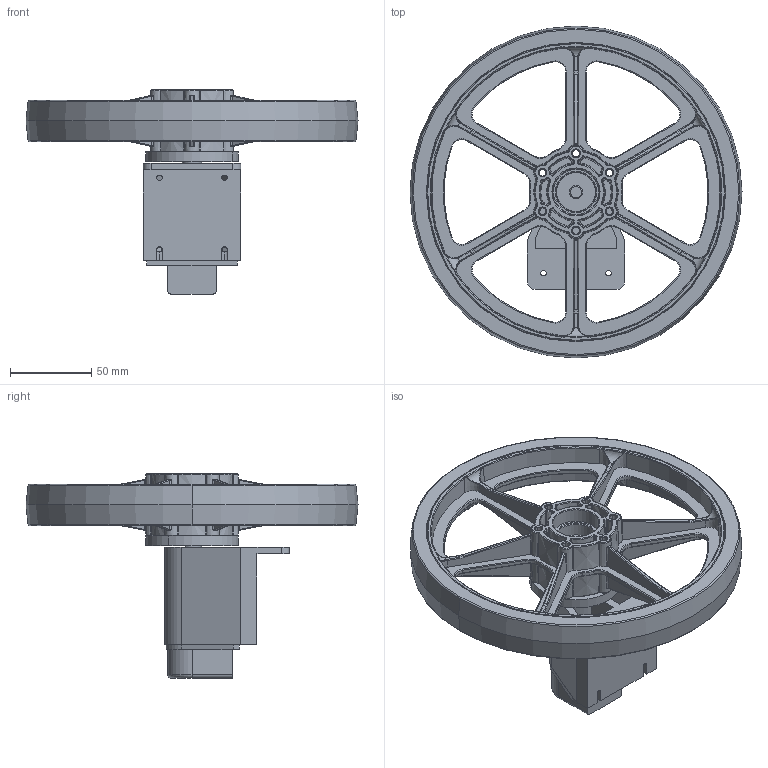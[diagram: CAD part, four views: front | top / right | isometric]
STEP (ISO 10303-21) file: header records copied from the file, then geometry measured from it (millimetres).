
FILE_DESCRIPTION(('Creo Elements/Direct Modeling STEP Export'),'2;1');
FILE_NAME('Lagerung_Versuchswagen.stp','2019-07-24T 8:58:25',(''),(''),'Creo Elements/Direct Modeling STEP processor for AP214 (Solid Model)','Creo Elements/Direct Modeling 20.0AP0401 12-May-2017 (C) Parametric Technology GmbH','');
FILE_SCHEMA(('AUTOMOTIVE_DESIGN { 1 0 10303 214 1 1 1 1 }'));
Length unit declared in the file: millimetre
Products named in the file (11): 2010_8_TREAD.PRT; 2010_8_HUB.PRT; Rad FIRST 8 Inch; 003 Deckel; Encoder; Sicherungsscheibe; 002 Lageraufnahme; kugellager.1; 001 Welle; flansch; Lagerung
Assembly tree (12 placements, depth 3):
  Lagerung
    Sicherungsscheibe  x2
    flansch
    001 Welle
    kugellager.1  x2
    002 Lageraufnahme
    Encoder
    003 Deckel
    Rad FIRST 8 Inch
      2010_8_HUB.PRT
      2010_8_TREAD.PRT
Bounding box: 204.35 x 204.35 x 125.61 mm (x, y, z)
Volume: 420466.2 mm3; surface area: 199931.7 mm2
Topology: 11 solids, 11 shells, 1211 faces, 2980 edges, 1794 vertices
Faces by surface type: bspline 288, torus 285, cylinder 241, plane 201, cone 164, sphere 32
Entity records: 53876 total; most frequent: CARTESIAN_POINT 26818, ORIENTED_EDGE 5838, DIRECTION 5357, EDGE_CURVE 2919, AXIS2_PLACEMENT_3D 2234, VERTEX_POINT 1774, CIRCLE 1318, EDGE_LOOP 1303
